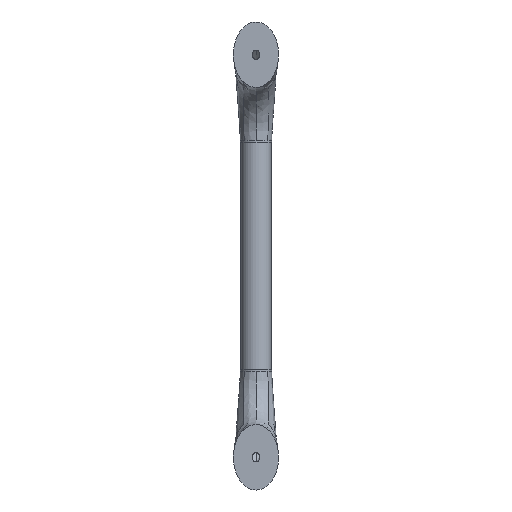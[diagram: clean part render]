
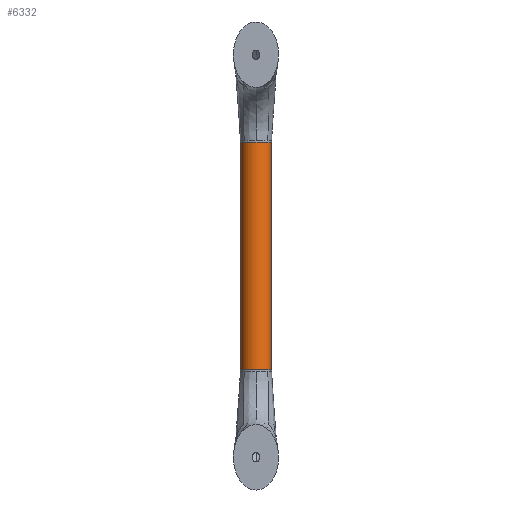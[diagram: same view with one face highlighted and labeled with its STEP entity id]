
A CAD part, front view. The second image highlights one B-rep face of the part: STEP entity #6332.
In plain terms, the highlighted cylindrical face has radius 15 mm (diameter 30 mm), a partial arc.
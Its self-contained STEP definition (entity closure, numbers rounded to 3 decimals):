
#1174 = CARTESIAN_POINT ( 'NONE',  ( -15., 0., 113. ) ) ;
#1175 = DIRECTION ( 'NONE',  ( 0., 0., -1. ) ) ;
#1879 = CIRCLE ( 'NONE', #1946, 15. ) ;
#1932 = VECTOR ( 'NONE', #1175, 1000. ) ;
#1946 = AXIS2_PLACEMENT_3D ( 'NONE', #2231, #2232, #2233 ) ;
#2231 = CARTESIAN_POINT ( 'NONE',  ( 0., 0., -113. ) ) ;
#2232 = DIRECTION ( 'NONE',  ( 0., 0., -1. ) ) ;
#2233 = DIRECTION ( 'NONE',  ( -1., 0., 0. ) ) ;
#2458 = EDGE_CURVE ( 'NONE', #3308, #3413, #6706, .T. ) ;
#2496 = AXIS2_PLACEMENT_3D ( 'NONE', #6937, #6936, #6934 ) ;
#2500 = VECTOR ( 'NONE', #5131, 1000. ) ;
#2502 = CIRCLE ( 'NONE', #2532, 15. ) ;
#2532 = AXIS2_PLACEMENT_3D ( 'NONE', #5377, #5378, #5379 ) ;
#3277 = ORIENTED_EDGE ( 'NONE', *, *, #2458, .F. ) ;
#3308 = VERTEX_POINT ( 'NONE', #3995 ) ;
#3312 = ORIENTED_EDGE ( 'NONE', *, *, #6337, .F. ) ;
#3313 = VERTEX_POINT ( 'NONE', #3993 ) ;
#3342 = VERTEX_POINT ( 'NONE', #3979 ) ;
#3350 = EDGE_LOOP ( 'NONE', ( #3277, #3312, #3460, #3408 ) ) ;
#3408 = ORIENTED_EDGE ( 'NONE', *, *, #6362, .F. ) ;
#3413 = VERTEX_POINT ( 'NONE', #5899 ) ;
#3460 = ORIENTED_EDGE ( 'NONE', *, *, #6367, .T. ) ;
#3979 = CARTESIAN_POINT ( 'NONE',  ( -15., 0., -113. ) ) ;
#3993 = CARTESIAN_POINT ( 'NONE',  ( -15., 0., 113. ) ) ;
#3995 = CARTESIAN_POINT ( 'NONE',  ( 15., 0., 113. ) ) ;
#5131 = DIRECTION ( 'NONE',  ( 0., 0., -1. ) ) ;
#5132 = CARTESIAN_POINT ( 'NONE',  ( 15., 0., 113. ) ) ;
#5377 = CARTESIAN_POINT ( 'NONE',  ( 0., 0., 113. ) ) ;
#5378 = DIRECTION ( 'NONE',  ( 0., 0., 1. ) ) ;
#5379 = DIRECTION ( 'NONE',  ( 1., 0., 0. ) ) ;
#5899 = CARTESIAN_POINT ( 'NONE',  ( 15., 0., -113. ) ) ;
#5958 = LINE ( 'NONE', #1174, #1932 ) ;
#6332 = ADVANCED_FACE ( 'NONE', ( #6672 ), #6674, .T. ) ;
#6337 = EDGE_CURVE ( 'NONE', #3313, #3308, #2502, .T. ) ;
#6362 = EDGE_CURVE ( 'NONE', #3413, #3342, #1879, .T. ) ;
#6367 = EDGE_CURVE ( 'NONE', #3313, #3342, #5958, .T. ) ;
#6672 = FACE_OUTER_BOUND ( 'NONE', #3350, .T. ) ;
#6674 = CYLINDRICAL_SURFACE ( 'NONE', #2496, 15. ) ;
#6706 = LINE ( 'NONE', #5132, #2500 ) ;
#6934 = DIRECTION ( 'NONE',  ( -1., 0., 0. ) ) ;
#6936 = DIRECTION ( 'NONE',  ( 0., 0., -1. ) ) ;
#6937 = CARTESIAN_POINT ( 'NONE',  ( 0., 0., 113. ) ) ;
